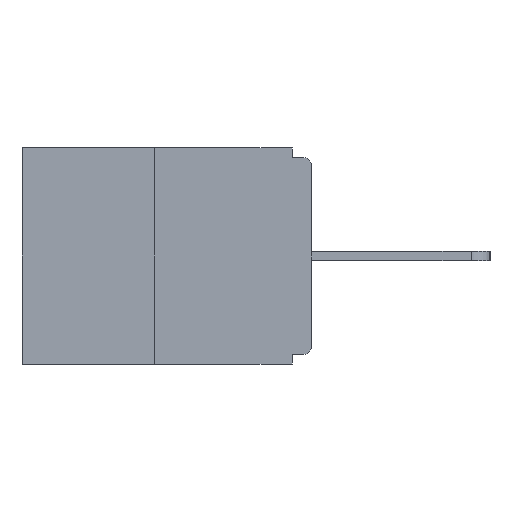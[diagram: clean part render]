
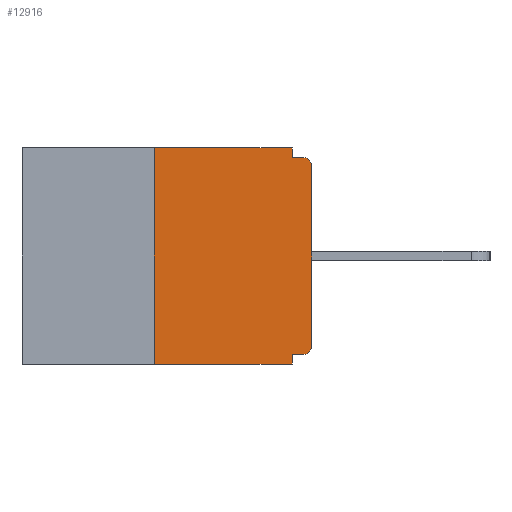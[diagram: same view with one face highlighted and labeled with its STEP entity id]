
A CAD part, left-side view. The second image highlights one B-rep face of the part: STEP entity #12916.
In plain terms, the highlighted planar face has unit normal (-1, 0, 0).
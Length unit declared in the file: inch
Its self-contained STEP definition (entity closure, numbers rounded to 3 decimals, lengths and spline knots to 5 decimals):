
#22 = VECTOR ( 'NONE', #1958, 39.37008 ) ;
#457 = EDGE_CURVE ( 'NONE', #11680, #2461, #12220, .T. ) ;
#783 = DIRECTION ( 'NONE',  ( 0., 0., 1. ) ) ;
#817 = EDGE_CURVE ( 'NONE', #11528, #3994, #8450, .T. ) ;
#1328 = DIRECTION ( 'NONE',  ( 0., 0., -1. ) ) ;
#1631 = CARTESIAN_POINT ( 'NONE',  ( 0., 0.46, -0.343 ) ) ;
#1686 = EDGE_CURVE ( 'NONE', #4100, #11528, #1925, .T. ) ;
#1855 = CARTESIAN_POINT ( 'NONE',  ( 0., 0., 0. ) ) ;
#1925 = LINE ( 'NONE', #12771, #12641 ) ;
#1958 = DIRECTION ( 'NONE',  ( 0., 0., -1. ) ) ;
#2053 = LINE ( 'NONE', #1631, #4544 ) ;
#2195 = ORIENTED_EDGE ( 'NONE', *, *, #6900, .F. ) ;
#2461 = VERTEX_POINT ( 'NONE', #3930 ) ;
#2621 = CARTESIAN_POINT ( 'NONE',  ( 0., 0., -0.328 ) ) ;
#2847 = ORIENTED_EDGE ( 'NONE', *, *, #11297, .T. ) ;
#2966 = CARTESIAN_POINT ( 'NONE',  ( 0., 0.031, 0. ) ) ;
#3105 = VERTEX_POINT ( 'NONE', #4584 ) ;
#3180 = ORIENTED_EDGE ( 'NONE', *, *, #4333, .F. ) ;
#3346 = VECTOR ( 'NONE', #1328, 39.37008 ) ;
#3411 = VERTEX_POINT ( 'NONE', #5776 ) ;
#3591 = CARTESIAN_POINT ( 'NONE',  ( 0., 0.25, 0. ) ) ;
#3598 = DIRECTION ( 'NONE',  ( -1., 0., 0. ) ) ;
#3691 = LINE ( 'NONE', #6556, #3346 ) ;
#3827 = EDGE_LOOP ( 'NONE', ( #12577, #2195, #7708, #5353, #8031, #2847, #5687, #10931, #3180, #5996 ) ) ;
#3930 = CARTESIAN_POINT ( 'NONE',  ( 0., 0., -0.03 ) ) ;
#3983 = VECTOR ( 'NONE', #783, 39.37008 ) ;
#3994 = VERTEX_POINT ( 'NONE', #4390 ) ;
#4024 = VECTOR ( 'NONE', #5480, 39.37008 ) ;
#4100 = VERTEX_POINT ( 'NONE', #3591 ) ;
#4333 = EDGE_CURVE ( 'NONE', #3994, #3411, #4691, .T. ) ;
#4390 = CARTESIAN_POINT ( 'NONE',  ( 0., 0.031, -0.015 ) ) ;
#4395 = EDGE_CURVE ( 'NONE', #9810, #9637, #3691, .T. ) ;
#4433 = FACE_OUTER_BOUND ( 'NONE', #3827, .T. ) ;
#4544 = VECTOR ( 'NONE', #7867, 39.37008 ) ;
#4584 = CARTESIAN_POINT ( 'NONE',  ( 0., 0.015, -0.328 ) ) ;
#4690 = CARTESIAN_POINT ( 'NONE',  ( 0., 0.031, -0.343 ) ) ;
#4691 = LINE ( 'NONE', #10407, #4024 ) ;
#4721 = CIRCLE ( 'NONE', #12523, 0.015 ) ;
#5353 = ORIENTED_EDGE ( 'NONE', *, *, #4395, .F. ) ;
#5480 = DIRECTION ( 'NONE',  ( 0., -1., 0. ) ) ;
#5687 = ORIENTED_EDGE ( 'NONE', *, *, #457, .T. ) ;
#5744 = LINE ( 'NONE', #2621, #13226 ) ;
#5776 = CARTESIAN_POINT ( 'NONE',  ( 0., 0.015, -0.015 ) ) ;
#5996 = ORIENTED_EDGE ( 'NONE', *, *, #817, .F. ) ;
#6057 = CARTESIAN_POINT ( 'NONE',  ( 0., 0.031, 0. ) ) ;
#6201 = DIRECTION ( 'NONE',  ( -1., 0., 0. ) ) ;
#6255 = CIRCLE ( 'NONE', #10545, 0.015 ) ;
#6272 = VERTEX_POINT ( 'NONE', #7528 ) ;
#6289 = DIRECTION ( 'NONE',  ( 1., 0., 0. ) ) ;
#6503 = CARTESIAN_POINT ( 'NONE',  ( 0., 0.25, 0. ) ) ;
#6556 = CARTESIAN_POINT ( 'NONE',  ( 0., 0.031, -0.343 ) ) ;
#6900 = EDGE_CURVE ( 'NONE', #6272, #4100, #10854, .T. ) ;
#7084 = EDGE_CURVE ( 'NONE', #3105, #9810, #5744, .T. ) ;
#7294 = CARTESIAN_POINT ( 'NONE',  ( 0., 0., -0.313 ) ) ;
#7528 = CARTESIAN_POINT ( 'NONE',  ( 0., 0.25, -0.343 ) ) ;
#7708 = ORIENTED_EDGE ( 'NONE', *, *, #8522, .T. ) ;
#7867 = DIRECTION ( 'NONE',  ( 0., -1., 0. ) ) ;
#7976 = CARTESIAN_POINT ( 'NONE',  ( 0., 0.031, -0.328 ) ) ;
#8031 = ORIENTED_EDGE ( 'NONE', *, *, #7084, .F. ) ;
#8269 = CARTESIAN_POINT ( 'NONE',  ( 0., 0.46, 0. ) ) ;
#8450 = LINE ( 'NONE', #2966, #22 ) ;
#8522 = EDGE_CURVE ( 'NONE', #6272, #9637, #2053, .T. ) ;
#8720 = EDGE_CURVE ( 'NONE', #2461, #3411, #4721, .T. ) ;
#9477 = DIRECTION ( 'NONE',  ( 0., 0., 1. ) ) ;
#9637 = VERTEX_POINT ( 'NONE', #4690 ) ;
#9673 = CARTESIAN_POINT ( 'NONE',  ( 0., 0.015, -0.313 ) ) ;
#9810 = VERTEX_POINT ( 'NONE', #7976 ) ;
#9996 = DIRECTION ( 'NONE',  ( 0., -1., 0. ) ) ;
#10407 = CARTESIAN_POINT ( 'NONE',  ( 0., 0., -0.015 ) ) ;
#10545 = AXIS2_PLACEMENT_3D ( 'NONE', #9673, #3598, #10640 ) ;
#10640 = DIRECTION ( 'NONE',  ( 0., 0., -1. ) ) ;
#10854 = LINE ( 'NONE', #6503, #13081 ) ;
#10931 = ORIENTED_EDGE ( 'NONE', *, *, #8720, .T. ) ;
#11297 = EDGE_CURVE ( 'NONE', #3105, #11680, #6255, .T. ) ;
#11528 = VERTEX_POINT ( 'NONE', #6057 ) ;
#11680 = VERTEX_POINT ( 'NONE', #7294 ) ;
#11687 = AXIS2_PLACEMENT_3D ( 'NONE', #8269, #6289, #13112 ) ;
#12048 = CARTESIAN_POINT ( 'NONE',  ( 0., 0.015, -0.03 ) ) ;
#12143 = PLANE ( 'NONE',  #11687 ) ;
#12220 = LINE ( 'NONE', #1855, #3983 ) ;
#12523 = AXIS2_PLACEMENT_3D ( 'NONE', #12048, #6201, #13019 ) ;
#12577 = ORIENTED_EDGE ( 'NONE', *, *, #1686, .F. ) ;
#12641 = VECTOR ( 'NONE', #9996, 39.37008 ) ;
#12660 = DIRECTION ( 'NONE',  ( 0., 1., 0. ) ) ;
#12771 = CARTESIAN_POINT ( 'NONE',  ( 0., 0.46, 0. ) ) ;
#12916 = ADVANCED_FACE ( 'NONE', ( #4433 ), #12143, .F. ) ;
#13019 = DIRECTION ( 'NONE',  ( 0., 0., -1. ) ) ;
#13081 = VECTOR ( 'NONE', #9477, 39.37008 ) ;
#13112 = DIRECTION ( 'NONE',  ( 0., 0., -1. ) ) ;
#13226 = VECTOR ( 'NONE', #12660, 39.37008 ) ;
